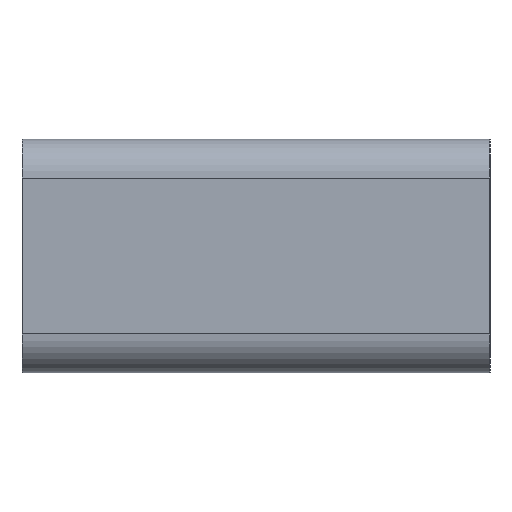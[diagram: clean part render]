
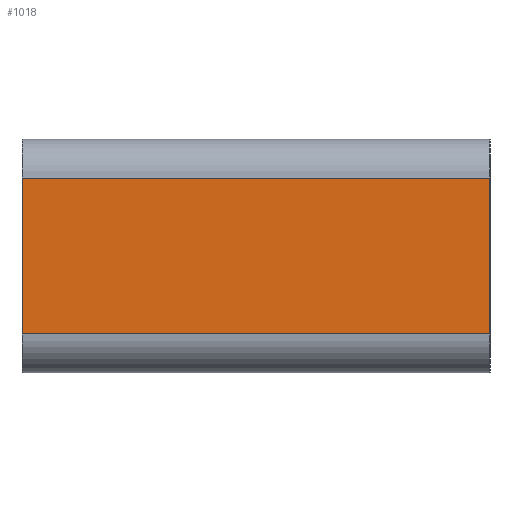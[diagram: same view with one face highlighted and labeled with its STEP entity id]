
A CAD part, left-side view. The second image highlights one B-rep face of the part: STEP entity #1018.
In plain terms, the highlighted planar face has unit normal (-1, 0, 0).
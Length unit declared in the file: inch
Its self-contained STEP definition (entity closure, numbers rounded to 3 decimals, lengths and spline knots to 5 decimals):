
#57 = VECTOR ( 'NONE', #618, 39.37008 ) ;
#93 = VECTOR ( 'NONE', #193, 39.37008 ) ;
#118 = DIRECTION ( 'NONE',  ( 1., 0., 0. ) ) ;
#193 = DIRECTION ( 'NONE',  ( 0., 0., 1. ) ) ;
#375 = CARTESIAN_POINT ( 'NONE',  ( -36., 24., -4. ) ) ;
#459 = CARTESIAN_POINT ( 'NONE',  ( -36., 24., 4. ) ) ;
#486 = EDGE_CURVE ( 'NONE', #1178, #626, #1064, .T. ) ;
#577 = AXIS2_PLACEMENT_3D ( 'NONE', #375, #118, #1072 ) ;
#609 = FACE_OUTER_BOUND ( 'NONE', #1104, .T. ) ;
#611 = DIRECTION ( 'NONE',  ( 0., -1., 0. ) ) ;
#618 = DIRECTION ( 'NONE',  ( 0., -1., 0. ) ) ;
#626 = VERTEX_POINT ( 'NONE', #739 ) ;
#644 = LINE ( 'NONE', #1333, #678 ) ;
#678 = VECTOR ( 'NONE', #872, 39.37008 ) ;
#704 = EDGE_CURVE ( 'NONE', #1338, #1402, #1432, .T. ) ;
#739 = CARTESIAN_POINT ( 'NONE',  ( -36., 0., -4. ) ) ;
#872 = DIRECTION ( 'NONE',  ( 0., 0., 1. ) ) ;
#879 = LINE ( 'NONE', #1339, #93 ) ;
#929 = ORIENTED_EDGE ( 'NONE', *, *, #486, .T. ) ;
#1018 = ADVANCED_FACE ( 'NONE', ( #609 ), #1405, .F. ) ;
#1064 = LINE ( 'NONE', #1383, #1210 ) ;
#1072 = DIRECTION ( 'NONE',  ( 0., 0., -1. ) ) ;
#1102 = CARTESIAN_POINT ( 'NONE',  ( -36., 24., -4. ) ) ;
#1104 = EDGE_LOOP ( 'NONE', ( #1447, #1342, #1248, #929 ) ) ;
#1176 = EDGE_CURVE ( 'NONE', #626, #1402, #644, .T. ) ;
#1178 = VERTEX_POINT ( 'NONE', #1102 ) ;
#1210 = VECTOR ( 'NONE', #611, 39.37008 ) ;
#1247 = CARTESIAN_POINT ( 'NONE',  ( -36., 0., 4. ) ) ;
#1248 = ORIENTED_EDGE ( 'NONE', *, *, #1301, .F. ) ;
#1301 = EDGE_CURVE ( 'NONE', #1178, #1338, #879, .T. ) ;
#1333 = CARTESIAN_POINT ( 'NONE',  ( -36., 0., -4. ) ) ;
#1338 = VERTEX_POINT ( 'NONE', #459 ) ;
#1339 = CARTESIAN_POINT ( 'NONE',  ( -36., 24., -4. ) ) ;
#1342 = ORIENTED_EDGE ( 'NONE', *, *, #704, .F. ) ;
#1383 = CARTESIAN_POINT ( 'NONE',  ( -36., 24., -4. ) ) ;
#1402 = VERTEX_POINT ( 'NONE', #1247 ) ;
#1405 = PLANE ( 'NONE',  #577 ) ;
#1432 = LINE ( 'NONE', #1446, #57 ) ;
#1446 = CARTESIAN_POINT ( 'NONE',  ( -36., 24., 4. ) ) ;
#1447 = ORIENTED_EDGE ( 'NONE', *, *, #1176, .T. ) ;
